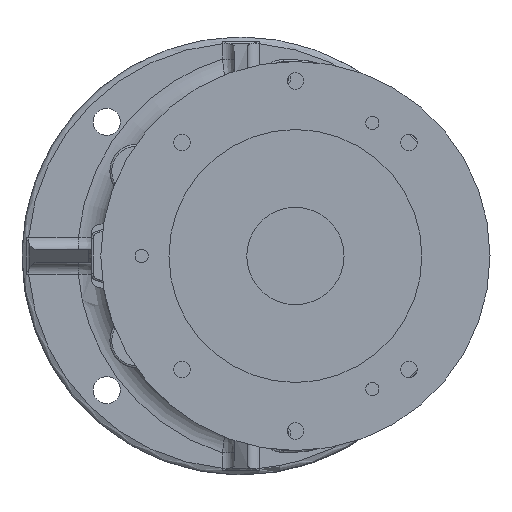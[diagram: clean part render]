
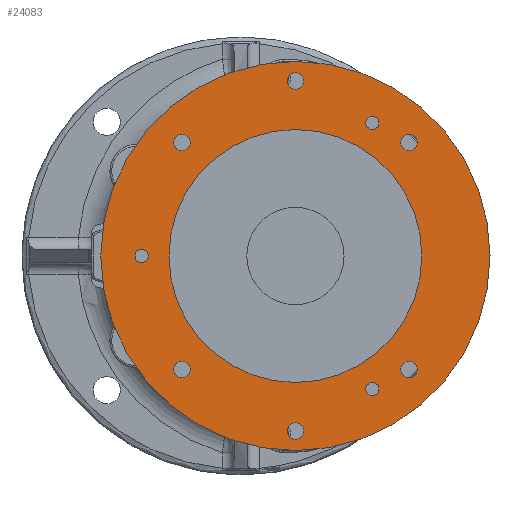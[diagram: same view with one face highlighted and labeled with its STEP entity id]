
A CAD part, left-side view. The second image highlights one B-rep face of the part: STEP entity #24083.
In plain terms, the highlighted planar face has unit normal (-1, 0, 0).
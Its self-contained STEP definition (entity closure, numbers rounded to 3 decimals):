
#15 = CARTESIAN_POINT ( 'NONE',  ( -80.5, 30.336, -58.336 ) ) ;
#272 = ORIENTED_EDGE ( 'NONE', *, *, #25807, .T. ) ;
#438 = CARTESIAN_POINT ( 'NONE',  ( -80.5, -28., 90. ) ) ;
#464 = VERTEX_POINT ( 'NONE', #22356 ) ;
#788 = CARTESIAN_POINT ( 'NONE',  ( -80.5, -28., 85.75 ) ) ;
#1202 = CARTESIAN_POINT ( 'NONE',  ( -80.5, -86.336, -58.336 ) ) ;
#1260 = VERTEX_POINT ( 'NONE', #23484 ) ;
#1660 = CIRCLE ( 'NONE', #6230, 4.25 ) ;
#1703 = EDGE_LOOP ( 'NONE', ( #13717 ) ) ;
#2027 = ORIENTED_EDGE ( 'NONE', *, *, #9618, .T. ) ;
#2137 = CARTESIAN_POINT ( 'NONE',  ( -80.5, -28., -90. ) ) ;
#2240 = FACE_BOUND ( 'NONE', #22943, .T. ) ;
#2565 = FACE_BOUND ( 'NONE', #6900, .T. ) ;
#2657 = EDGE_CURVE ( 'NONE', #23314, #23314, #6965, .T. ) ;
#3118 = CARTESIAN_POINT ( 'NONE',  ( -80.5, -86.336, 58.336 ) ) ;
#3343 = AXIS2_PLACEMENT_3D ( 'NONE', #1202, #7242, #12471 ) ;
#3457 = DIRECTION ( 'NONE',  ( 0., 0., -1. ) ) ;
#3689 = DIRECTION ( 'NONE',  ( 0., 0., 1. ) ) ;
#3893 = AXIS2_PLACEMENT_3D ( 'NONE', #9779, #24616, #17595 ) ;
#4360 = AXIS2_PLACEMENT_3D ( 'NONE', #438, #10427, #10587 ) ;
#4923 = AXIS2_PLACEMENT_3D ( 'NONE', #15, #5260, #12766 ) ;
#5188 = FACE_BOUND ( 'NONE', #22782, .T. ) ;
#5260 = DIRECTION ( 'NONE',  ( 1., 0., 0. ) ) ;
#6230 = AXIS2_PLACEMENT_3D ( 'NONE', #2137, #22068, #11965 ) ;
#6886 = DIRECTION ( 'NONE',  ( 1., 0., 0. ) ) ;
#6900 = EDGE_LOOP ( 'NONE', ( #272 ) ) ;
#6965 = CIRCLE ( 'NONE', #4360, 4.25 ) ;
#7242 = DIRECTION ( 'NONE',  ( 1., 0., 0. ) ) ;
#7308 = FACE_BOUND ( 'NONE', #13786, .T. ) ;
#7335 = VERTEX_POINT ( 'NONE', #12252 ) ;
#7652 = FACE_BOUND ( 'NONE', #23189, .T. ) ;
#7819 = EDGE_CURVE ( 'NONE', #7335, #7335, #8285, .T. ) ;
#7821 = AXIS2_PLACEMENT_3D ( 'NONE', #8040, #8205, #18001 ) ;
#7845 = CIRCLE ( 'NONE', #11483, 4.25 ) ;
#8040 = CARTESIAN_POINT ( 'NONE',  ( -80.5, -28., 0. ) ) ;
#8097 = ORIENTED_EDGE ( 'NONE', *, *, #7819, .T. ) ;
#8205 = DIRECTION ( 'NONE',  ( -1., 0., 0. ) ) ;
#8285 = CIRCLE ( 'NONE', #10891, 3.4 ) ;
#8331 = CARTESIAN_POINT ( 'NONE',  ( -80.5, -67.5, 65.016 ) ) ;
#8758 = DIRECTION ( 'NONE',  ( 1., 0., 0. ) ) ;
#9618 = EDGE_CURVE ( 'NONE', #16988, #16988, #16609, .T. ) ;
#9779 = CARTESIAN_POINT ( 'NONE',  ( -80.5, 51., 0. ) ) ;
#10427 = DIRECTION ( 'NONE',  ( 1., 0., 0. ) ) ;
#10587 = DIRECTION ( 'NONE',  ( 0., 0., -1. ) ) ;
#10891 = AXIS2_PLACEMENT_3D ( 'NONE', #29559, #16856, #17325 ) ;
#11209 = DIRECTION ( 'NONE',  ( 0., 0., -1. ) ) ;
#11483 = AXIS2_PLACEMENT_3D ( 'NONE', #3118, #15547, #3457 ) ;
#11704 = CIRCLE ( 'NONE', #12719, 3.4 ) ;
#11965 = DIRECTION ( 'NONE',  ( 0., 0., -1. ) ) ;
#11991 = EDGE_CURVE ( 'NONE', #22823, #22823, #21608, .T. ) ;
#12252 = CARTESIAN_POINT ( 'NONE',  ( -80.5, -67.5, -71.816 ) ) ;
#12377 = DIRECTION ( 'NONE',  ( 0., 0., 1. ) ) ;
#12471 = DIRECTION ( 'NONE',  ( 0., 0., -1. ) ) ;
#12719 = AXIS2_PLACEMENT_3D ( 'NONE', #23437, #8758, #11209 ) ;
#12736 = ORIENTED_EDGE ( 'NONE', *, *, #11991, .T. ) ;
#12766 = DIRECTION ( 'NONE',  ( 0., 0., -1. ) ) ;
#12842 = ORIENTED_EDGE ( 'NONE', *, *, #30889, .T. ) ;
#13700 = CARTESIAN_POINT ( 'NONE',  ( -80.5, 51., -3.4 ) ) ;
#13717 = ORIENTED_EDGE ( 'NONE', *, *, #31408, .T. ) ;
#13786 = EDGE_LOOP ( 'NONE', ( #16506 ) ) ;
#14423 = EDGE_LOOP ( 'NONE', ( #2027 ) ) ;
#14980 = FACE_BOUND ( 'NONE', #18462, .T. ) ;
#15547 = DIRECTION ( 'NONE',  ( 1., 0., 0. ) ) ;
#15802 = AXIS2_PLACEMENT_3D ( 'NONE', #16448, #28184, #3689 ) ;
#16173 = EDGE_LOOP ( 'NONE', ( #8097 ) ) ;
#16412 = EDGE_CURVE ( 'NONE', #464, #464, #7845, .T. ) ;
#16448 = CARTESIAN_POINT ( 'NONE',  ( -80.5, -28., 0. ) ) ;
#16506 = ORIENTED_EDGE ( 'NONE', *, *, #25303, .T. ) ;
#16609 = CIRCLE ( 'NONE', #19441, 4.25 ) ;
#16856 = DIRECTION ( 'NONE',  ( 1., 0., 0. ) ) ;
#16988 = VERTEX_POINT ( 'NONE', #22036 ) ;
#17271 = FACE_OUTER_BOUND ( 'NONE', #1703, .T. ) ;
#17325 = DIRECTION ( 'NONE',  ( 0., 0., -1. ) ) ;
#17434 = FACE_BOUND ( 'NONE', #21790, .T. ) ;
#17595 = DIRECTION ( 'NONE',  ( 0., 0., -1. ) ) ;
#18001 = DIRECTION ( 'NONE',  ( 0., 0., 1. ) ) ;
#18092 = ORIENTED_EDGE ( 'NONE', *, *, #2657, .T. ) ;
#18462 = EDGE_LOOP ( 'NONE', ( #24071 ) ) ;
#18561 = EDGE_CURVE ( 'NONE', #32314, #32314, #1660, .T. ) ;
#19441 = AXIS2_PLACEMENT_3D ( 'NONE', #21901, #6886, #26627 ) ;
#19870 = CARTESIAN_POINT ( 'NONE',  ( -80.5, -128., 0. ) ) ;
#19900 = CARTESIAN_POINT ( 'NONE',  ( -80.5, -28., -94.25 ) ) ;
#21349 = VERTEX_POINT ( 'NONE', #28207 ) ;
#21608 = CIRCLE ( 'NONE', #3343, 4.25 ) ;
#21790 = EDGE_LOOP ( 'NONE', ( #25099 ) ) ;
#21901 = CARTESIAN_POINT ( 'NONE',  ( -80.5, 30.336, 58.336 ) ) ;
#22036 = CARTESIAN_POINT ( 'NONE',  ( -80.5, 30.336, 54.086 ) ) ;
#22068 = DIRECTION ( 'NONE',  ( 1., 0., 0. ) ) ;
#22356 = CARTESIAN_POINT ( 'NONE',  ( -80.5, -86.336, 54.086 ) ) ;
#22485 = DIRECTION ( 'NONE',  ( -1., 0., 0. ) ) ;
#22782 = EDGE_LOOP ( 'NONE', ( #12736 ) ) ;
#22823 = VERTEX_POINT ( 'NONE', #30333 ) ;
#22917 = CIRCLE ( 'NONE', #7821, 100. ) ;
#22943 = EDGE_LOOP ( 'NONE', ( #25708 ) ) ;
#23152 = CIRCLE ( 'NONE', #4923, 4.25 ) ;
#23157 = VERTEX_POINT ( 'NONE', #28522 ) ;
#23189 = EDGE_LOOP ( 'NONE', ( #12842 ) ) ;
#23314 = VERTEX_POINT ( 'NONE', #788 ) ;
#23437 = CARTESIAN_POINT ( 'NONE',  ( -80.5, -67.5, 68.416 ) ) ;
#23484 = CARTESIAN_POINT ( 'NONE',  ( -80.5, 30.336, -62.586 ) ) ;
#23714 = CIRCLE ( 'NONE', #3893, 3.4 ) ;
#24014 = EDGE_CURVE ( 'NONE', #28371, #28371, #23714, .T. ) ;
#24071 = ORIENTED_EDGE ( 'NONE', *, *, #18561, .T. ) ;
#24083 = ADVANCED_FACE ( 'NONE', ( #14980, #24930, #29815, #2565, #7652, #17271, #29505, #17434, #5188, #2240, #7308 ), #27526, .T. ) ;
#24616 = DIRECTION ( 'NONE',  ( 1., 0., 0. ) ) ;
#24930 = FACE_BOUND ( 'NONE', #25762, .T. ) ;
#25099 = ORIENTED_EDGE ( 'NONE', *, *, #16412, .T. ) ;
#25303 = EDGE_CURVE ( 'NONE', #30816, #30816, #11704, .T. ) ;
#25708 = ORIENTED_EDGE ( 'NONE', *, *, #24014, .T. ) ;
#25762 = EDGE_LOOP ( 'NONE', ( #18092 ) ) ;
#25807 = EDGE_CURVE ( 'NONE', #1260, #1260, #23152, .T. ) ;
#26627 = DIRECTION ( 'NONE',  ( 0., 0., -1. ) ) ;
#27526 = PLANE ( 'NONE',  #30483 ) ;
#28184 = DIRECTION ( 'NONE',  ( 1., 0., 0. ) ) ;
#28207 = CARTESIAN_POINT ( 'NONE',  ( -80.5, -28., 100. ) ) ;
#28371 = VERTEX_POINT ( 'NONE', #13700 ) ;
#28522 = CARTESIAN_POINT ( 'NONE',  ( -80.5, -28., 65. ) ) ;
#29505 = FACE_BOUND ( 'NONE', #14423, .T. ) ;
#29559 = CARTESIAN_POINT ( 'NONE',  ( -80.5, -67.5, -68.416 ) ) ;
#29815 = FACE_BOUND ( 'NONE', #16173, .T. ) ;
#30333 = CARTESIAN_POINT ( 'NONE',  ( -80.5, -86.336, -62.586 ) ) ;
#30398 = CIRCLE ( 'NONE', #15802, 65. ) ;
#30483 = AXIS2_PLACEMENT_3D ( 'NONE', #19870, #22485, #12377 ) ;
#30816 = VERTEX_POINT ( 'NONE', #8331 ) ;
#30889 = EDGE_CURVE ( 'NONE', #23157, #23157, #30398, .T. ) ;
#31408 = EDGE_CURVE ( 'NONE', #21349, #21349, #22917, .T. ) ;
#32314 = VERTEX_POINT ( 'NONE', #19900 ) ;
